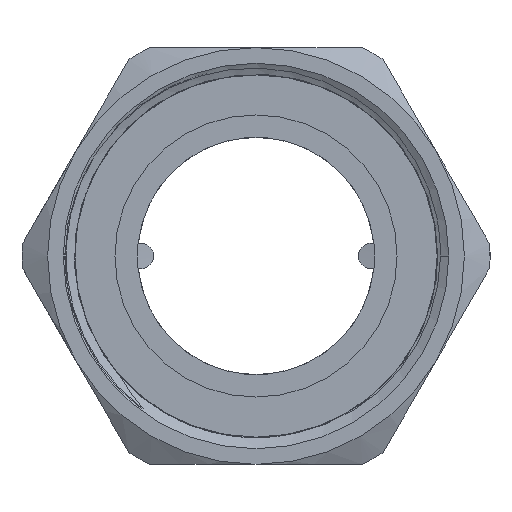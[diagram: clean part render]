
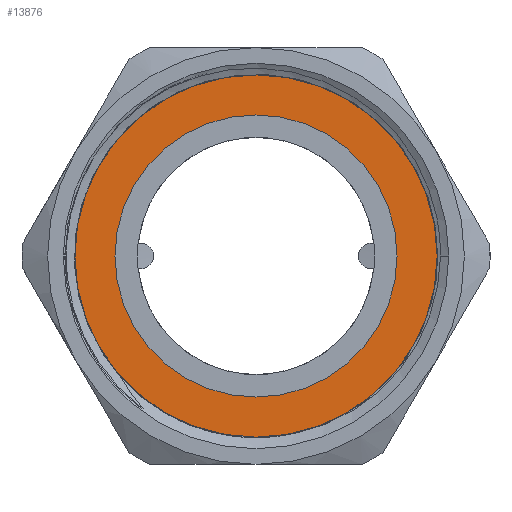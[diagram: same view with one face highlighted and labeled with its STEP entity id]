
A CAD part, left-side view. The second image highlights one B-rep face of the part: STEP entity #13876.
In plain terms, the highlighted planar face has unit normal (-1, 0, 0).
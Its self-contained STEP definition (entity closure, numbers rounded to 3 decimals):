
#13751=CARTESIAN_POINT('',(0.,0.,0.));
#13752=DIRECTION('',(-1.,0.,0.));
#13753=DIRECTION('',(0.,1.,0.));
#13754=AXIS2_PLACEMENT_3D('',#13751,#13752,#13753);
#13759=CARTESIAN_POINT('',(0.,0.,0.));
#13760=DIRECTION('',(1.,0.,0.));
#13761=DIRECTION('',(0.,1.,0.));
#13762=AXIS2_PLACEMENT_3D('',#13759,#13760,#13761);
#13767=CARTESIAN_POINT('',(0.,0.,0.));
#13768=DIRECTION('',(1.,0.,0.));
#13769=DIRECTION('',(0.,1.,0.));
#13770=AXIS2_PLACEMENT_3D('',#13767,#13768,#13769);
#13789=CARTESIAN_POINT('',(0.,0.,0.));
#13790=DIRECTION('',(-1.,0.,0.));
#13791=DIRECTION('',(0.,1.,0.));
#13792=AXIS2_PLACEMENT_3D('',#13789,#13790,#13791);
#13843=CARTESIAN_POINT('',(0.,22.,0.));
#13845=VERTEX_POINT('',#13843);
#13848=CARTESIAN_POINT('',(0.,28.25,0.));
#13850=VERTEX_POINT('',#13848);
#13851=CARTESIAN_POINT('',(0.,-22.,0.));
#13853=VERTEX_POINT('',#13851);
#13856=CARTESIAN_POINT('',(0.,-28.25,0.));
#13858=VERTEX_POINT('',#13856);
#13859=CARTESIAN_POINT('',(0.,0.,0.));
#13860=DIRECTION('',(1.,0.,0.));
#13861=DIRECTION('',(0.,-1.,0.));
#13862=AXIS2_PLACEMENT_3D('',#13859,#13860,#13861);
#13863=PLANE('',#13862);
#13865=ORIENTED_EDGE('',*,*,#13864,.F.);
#13867=ORIENTED_EDGE('',*,*,#13866,.T.);
#13868=EDGE_LOOP('',(#13865,#13867));
#13869=FACE_OUTER_BOUND('',#13868,.F.);
#13871=ORIENTED_EDGE('',*,*,#13870,.F.);
#13873=ORIENTED_EDGE('',*,*,#13872,.T.);
#13874=EDGE_LOOP('',(#13871,#13873));
#13875=FACE_BOUND('',#13874,.F.);
#13876=ADVANCED_FACE('',(#13869,#13875),#13863,.F.);
#13755=CIRCLE('',#13754,28.25);
#13763=CIRCLE('',#13762,28.25);
#13771=CIRCLE('',#13770,22.);
#13793=CIRCLE('',#13792,22.);
#13864=EDGE_CURVE('',#13850,#13858,#13755,.T.);
#13866=EDGE_CURVE('',#13850,#13858,#13763,.T.);
#13870=EDGE_CURVE('',#13845,#13853,#13771,.T.);
#13872=EDGE_CURVE('',#13845,#13853,#13793,.T.);
